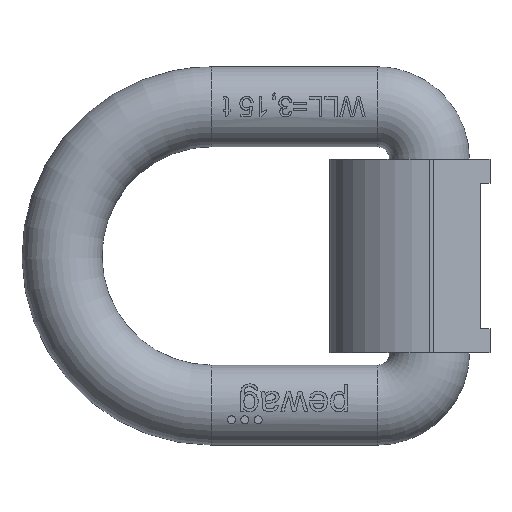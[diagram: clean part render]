
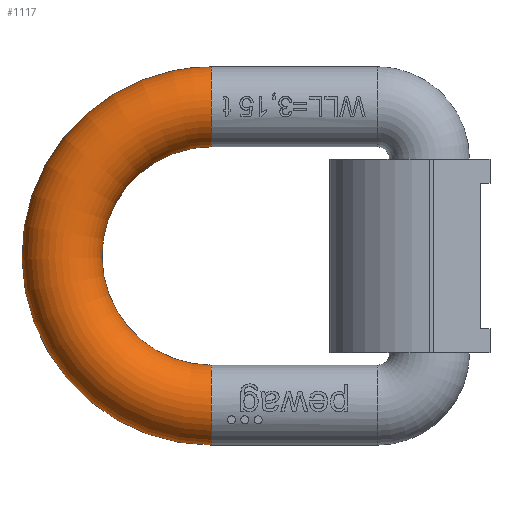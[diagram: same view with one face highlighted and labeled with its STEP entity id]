
A CAD part, left-side view. The second image highlights one B-rep face of the part: STEP entity #1117.
In plain terms, the highlighted toroidal (fillet/blend) face has major radius 30.75 mm and minor radius 8.25 mm.
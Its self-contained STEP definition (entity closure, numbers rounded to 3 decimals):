
#204=TOROIDAL_SURFACE('',#8144,30.75,8.25);
#1023=FACE_BOUND('',#2228,.T.);
#1024=FACE_BOUND('',#2229,.T.);
#1117=ADVANCED_FACE('',(#1023,#1024),#204,.T.);
#2228=EDGE_LOOP('',(#3158));
#2229=EDGE_LOOP('',(#3159));
#2652=CIRCLE('',#8031,8.25);
#2697=CIRCLE('',#8122,8.25);
#3158=ORIENTED_EDGE('',*,*,#6061,.T.);
#3159=ORIENTED_EDGE('',*,*,#5796,.F.);
#5016=VERTEX_POINT('',#9891);
#5281=VERTEX_POINT('',#12037);
#5796=EDGE_CURVE('',#5016,#5016,#2652,.T.);
#6061=EDGE_CURVE('',#5281,#5281,#2697,.T.);
#8031=AXIS2_PLACEMENT_3D('',#9890,#8479,#8480);
#8122=AXIS2_PLACEMENT_3D('',#12036,#8721,#8722);
#8144=AXIS2_PLACEMENT_3D('',#12821,#8775,#8776);
#8479=DIRECTION('',(0.,-1.,0.));
#8480=DIRECTION('',(0.,0.,-1.));
#8721=DIRECTION('',(0.,1.,0.));
#8722=DIRECTION('',(0.,0.,1.));
#8775=DIRECTION('',(1.,0.,0.));
#8776=DIRECTION('',(0.,0.,-1.));
#9890=CARTESIAN_POINT('',(0.,57.5,-30.75));
#9891=CARTESIAN_POINT('',(0.,57.5,-39.));
#12036=CARTESIAN_POINT('',(0.,57.5,30.75));
#12037=CARTESIAN_POINT('',(0.,57.5,39.));
#12821=CARTESIAN_POINT('',(0.,57.5,0.));
